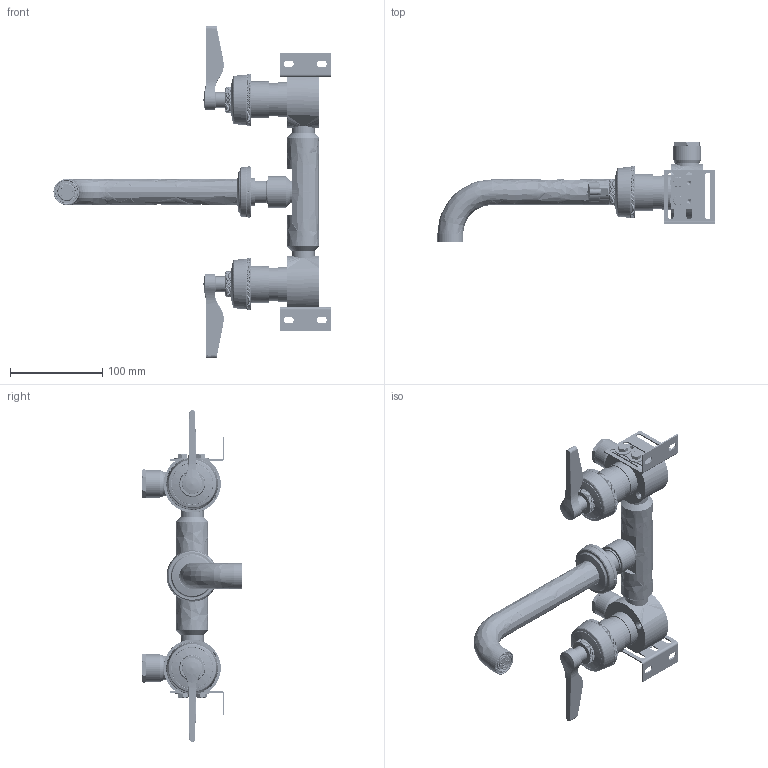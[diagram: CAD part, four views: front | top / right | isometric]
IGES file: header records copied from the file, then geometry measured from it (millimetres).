
Global section: file name: T11K47-LA; native system: Autodesk Inventor 2024; preprocessor: unknown; author: kwhieldon; date: 20240325.154535; units: millimetre
Bounding box: 300.85 x 108.5 x 360.5 mm (x, y, z)
Volume: 558380.6 mm3; surface area: 288785.3 mm2
Topology: 59 solids, 62 shells, 15211 faces, 34818 edges, 19830 vertices
Faces by surface type: bspline 15211
